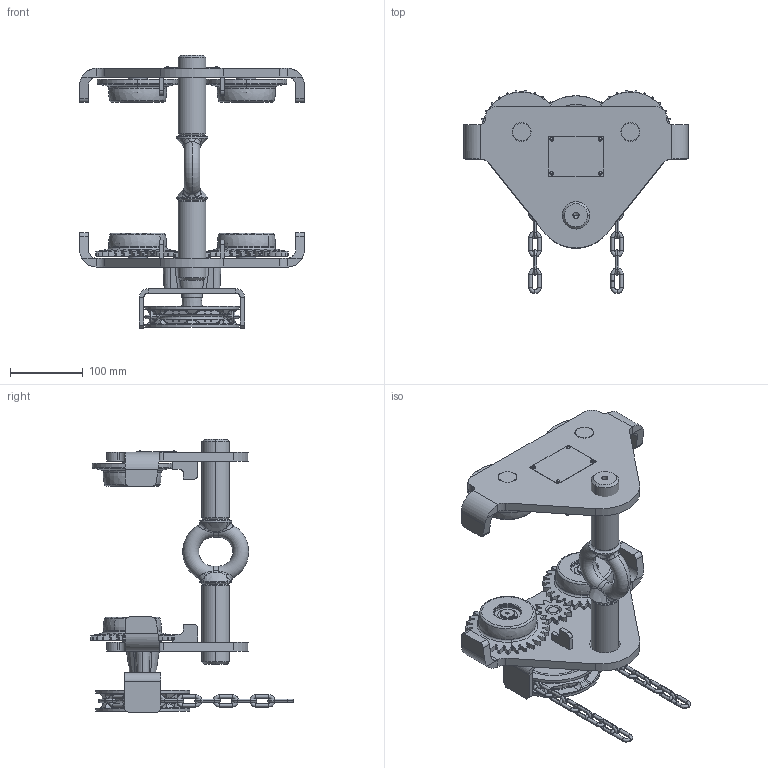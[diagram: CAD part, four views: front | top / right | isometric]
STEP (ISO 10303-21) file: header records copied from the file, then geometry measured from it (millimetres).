
FILE_DESCRIPTION (( 'STEP AP203' ), '1' );
FILE_NAME ('HTG-2t.STEP', '2010-07-13T13:01:54', ( 'Yale Industrial Products GmbH' ), ( 'Yale Industrial Products GmbH' ), 'SwSTEP 2.0', 'SolidWorks 2009', '' );
FILE_SCHEMA (( 'CONFIG_CONTROL_DESIGN' ));
Length unit declared in the file: millimetre
Products named in the file (1): HTG-2t
Bounding box: 310 x 279.75 x 377 mm (x, y, z)
Volume: 2359936.3 mm3; surface area: 547117.2 mm2
Topology: 56 solids, 56 shells, 1962 faces, 5038 edges, 3127 vertices
Faces by surface type: cylinder 937, plane 332, torus 269, cone 250, bspline 124, sphere 50
Entity records: 86271 total; most frequent: CARTESIAN_POINT 39047, DIRECTION 10166, ORIENTED_EDGE 9892, EDGE_CURVE 4946, AXIS2_PLACEMENT_3D 4272, VERTEX_POINT 3107, CIRCLE 2433, EDGE_LOOP 2103
